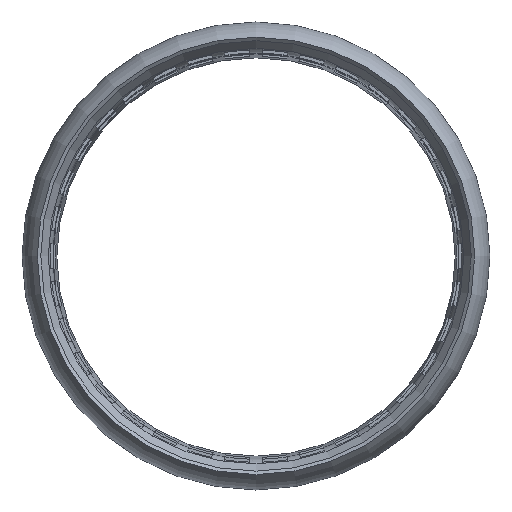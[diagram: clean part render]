
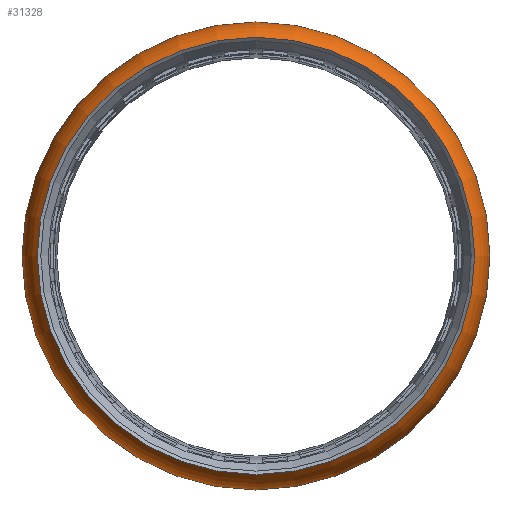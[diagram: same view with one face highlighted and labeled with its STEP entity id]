
A CAD part, top view. The second image highlights one B-rep face of the part: STEP entity #31328.
In plain terms, the highlighted toroidal (fillet/blend) face has major radius 562.298 mm and minor radius 186.7 mm.
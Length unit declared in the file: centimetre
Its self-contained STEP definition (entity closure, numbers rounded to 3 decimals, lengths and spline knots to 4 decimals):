
#4668=FACE_OUTER_BOUND('',#7270,.T.);
#7270=EDGE_LOOP('',(#29501,#29502,#29503,#29504,#29505,#29506));
#9140=CIRCLE('',#41805,74.8998);
#9141=CIRCLE('',#41806,74.8998);
#9142=CIRCLE('',#41808,70.0069);
#9143=CIRCLE('',#41809,70.0069);
#9144=CIRCLE('',#41810,18.67);
#12849=VERTEX_POINT('',#65495);
#12850=VERTEX_POINT('',#65496);
#12851=VERTEX_POINT('',#65501);
#12852=VERTEX_POINT('',#65502);
#18401=EDGE_CURVE('',#12849,#12850,#9140,.T.);
#18403=EDGE_CURVE('',#12850,#12849,#9141,.T.);
#18404=EDGE_CURVE('',#12851,#12852,#9142,.T.);
#18405=EDGE_CURVE('',#12852,#12851,#9143,.T.);
#18406=EDGE_CURVE('',#12852,#12850,#9144,.T.);
#29501=ORIENTED_EDGE('',*,*,#18404,.F.);
#29502=ORIENTED_EDGE('',*,*,#18405,.F.);
#29503=ORIENTED_EDGE('',*,*,#18406,.T.);
#29504=ORIENTED_EDGE('',*,*,#18403,.T.);
#29505=ORIENTED_EDGE('',*,*,#18401,.T.);
#29506=ORIENTED_EDGE('',*,*,#18406,.F.);
#29546=TOROIDAL_SURFACE('',#41807,56.2298,18.67);
#31328=ADVANCED_FACE('',(#4668),#29546,.T.);
#41805=AXIS2_PLACEMENT_3D('',#65497,#52522,#52523);
#41806=AXIS2_PLACEMENT_3D('',#65499,#52525,#52526);
#41807=AXIS2_PLACEMENT_3D('',#65500,#52527,#52528);
#41808=AXIS2_PLACEMENT_3D('',#65503,#52529,#52530);
#41809=AXIS2_PLACEMENT_3D('',#65504,#52531,#52532);
#41810=AXIS2_PLACEMENT_3D('',#65505,#52533,#52534);
#52522=DIRECTION('center_axis',(0.,0.,1.));
#52523=DIRECTION('ref_axis',(1.,0.,0.));
#52525=DIRECTION('center_axis',(0.,0.,1.));
#52526=DIRECTION('ref_axis',(1.,0.,0.));
#52527=DIRECTION('center_axis',(0.,0.,1.));
#52528=DIRECTION('ref_axis',(0.,-1.,0.));
#52529=DIRECTION('center_axis',(0.,0.,1.));
#52530=DIRECTION('ref_axis',(1.,0.,0.));
#52531=DIRECTION('center_axis',(0.,0.,1.));
#52532=DIRECTION('ref_axis',(1.,0.,0.));
#52533=DIRECTION('center_axis',(-1.,0.,0.));
#52534=DIRECTION('ref_axis',(0.,1.,0.));
#65495=CARTESIAN_POINT('',(-74.8998,0.,187.4));
#65496=CARTESIAN_POINT('',(0.,74.8998,187.4));
#65497=CARTESIAN_POINT('Origin',(0.,0.,187.4));
#65499=CARTESIAN_POINT('Origin',(0.,0.,187.4));
#65500=CARTESIAN_POINT('Origin',(0.,0.,187.4));
#65501=CARTESIAN_POINT('',(-70.0069,0.,200.));
#65502=CARTESIAN_POINT('',(0.,70.0069,200.));
#65503=CARTESIAN_POINT('Origin',(0.,0.,200.));
#65504=CARTESIAN_POINT('Origin',(0.,0.,200.));
#65505=CARTESIAN_POINT('Origin',(0.,56.2298,
187.4));
